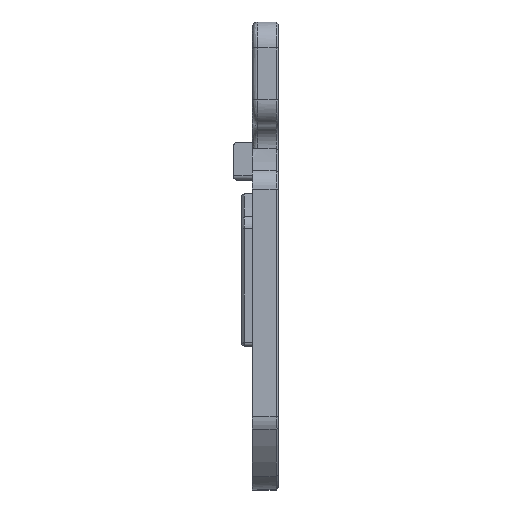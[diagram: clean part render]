
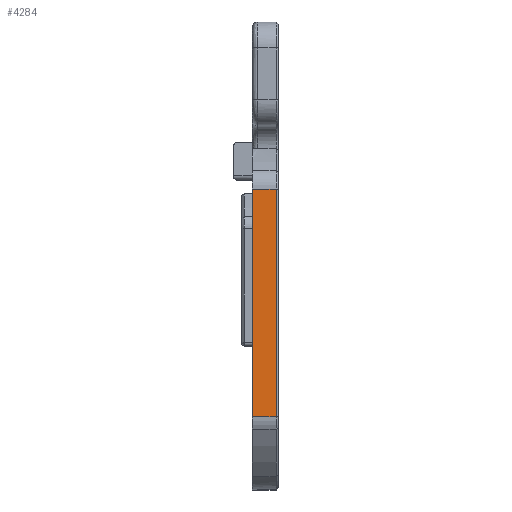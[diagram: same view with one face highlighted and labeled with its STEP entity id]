
A CAD part, front view. The second image highlights one B-rep face of the part: STEP entity #4284.
In plain terms, the highlighted planar face has unit normal (0, -1, 0).
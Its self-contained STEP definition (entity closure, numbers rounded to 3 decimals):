
#259=PLANE('',#4734);
#490=FACE_OUTER_BOUND('',#791,.T.);
#791=EDGE_LOOP('',(#3786,#3787,#3788,#3789));
#1043=LINE('',#7912,#1349);
#1093=LINE('',#8199,#1399);
#1094=LINE('',#8203,#1400);
#1095=LINE('',#8205,#1401);
#1349=VECTOR('',#5632,10.);
#1399=VECTOR('',#5850,10.);
#1400=VECTOR('',#5857,10.);
#1401=VECTOR('',#5860,10.);
#2032=VERTEX_POINT('',#7909);
#2033=VERTEX_POINT('',#7911);
#2085=VERTEX_POINT('',#8193);
#2086=VERTEX_POINT('',#8197);
#2568=EDGE_CURVE('',#2033,#2032,#1043,.F.);
#2665=EDGE_CURVE('',#2085,#2086,#1093,.T.);
#2667=EDGE_CURVE('',#2086,#2033,#1094,.T.);
#2668=EDGE_CURVE('',#2032,#2085,#1095,.T.);
#3786=ORIENTED_EDGE('',*,*,#2665,.T.);
#3787=ORIENTED_EDGE('',*,*,#2667,.T.);
#3788=ORIENTED_EDGE('',*,*,#2568,.T.);
#3789=ORIENTED_EDGE('',*,*,#2668,.T.);
#4284=ADVANCED_FACE('',(#490),#259,.F.);
#4734=AXIS2_PLACEMENT_3D('',#8204,#5858,#5859);
#5632=DIRECTION('',(0.,0.,1.));
#5850=DIRECTION('',(0.,0.,1.));
#5857=DIRECTION('',(-1.,0.,0.));
#5858=DIRECTION('center_axis',(0.,1.,0.));
#5859=DIRECTION('ref_axis',(0.,0.,
1.));
#5860=DIRECTION('',(1.,0.,0.));
#7909=CARTESIAN_POINT('',(-3.5,-15.936,-28.462));
#7911=CARTESIAN_POINT('',(-3.5,-15.936,15.405));
#7912=CARTESIAN_POINT('',(-3.5,-15.936,-22.036));
#8193=CARTESIAN_POINT('',(1.1,-15.936,-28.462));
#8197=CARTESIAN_POINT('',(1.1,-15.936,15.405));
#8199=CARTESIAN_POINT('',(1.1,-15.936,-22.036));
#8203=CARTESIAN_POINT('',(-3.5,-15.936,15.405));
#8204=CARTESIAN_POINT('Origin',(-3.5,-15.936,-33.427));
#8205=CARTESIAN_POINT('',(-20.8,-15.936,-28.462));
